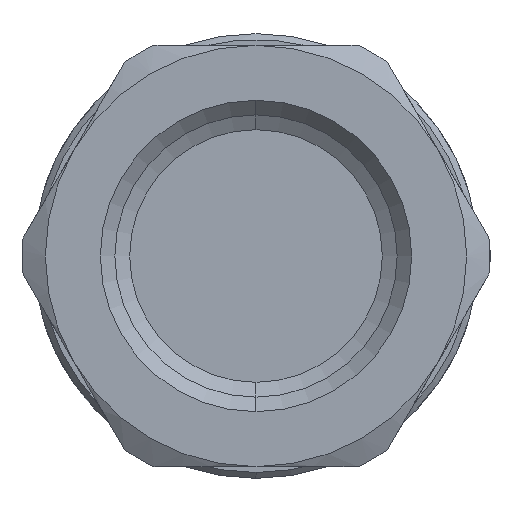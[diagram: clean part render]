
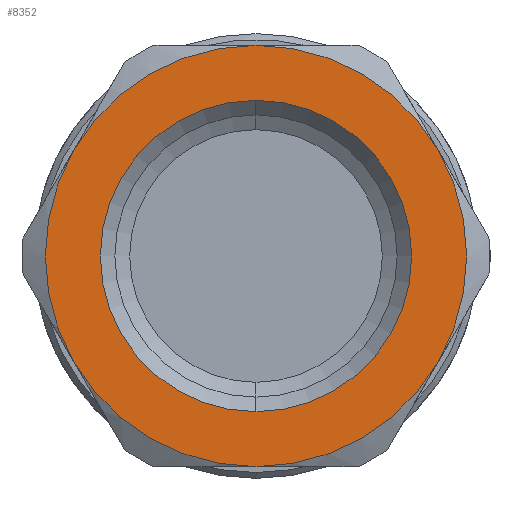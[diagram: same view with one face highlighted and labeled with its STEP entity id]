
A CAD part, left-side view. The second image highlights one B-rep face of the part: STEP entity #8352.
In plain terms, the highlighted planar face has unit normal (-1, 0, 0).
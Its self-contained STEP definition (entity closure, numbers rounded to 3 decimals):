
#99 = VERTEX_POINT ( 'NONE', #394 ) ;
#105 = VERTEX_POINT ( 'NONE', #400 ) ;
#106 = VERTEX_POINT ( 'NONE', #401 ) ;
#115 = VERTEX_POINT ( 'NONE', #410 ) ;
#119 = VERTEX_POINT ( 'NONE', #414 ) ;
#122 = VERTEX_POINT ( 'NONE', #2286 ) ;
#190 = VERTEX_POINT ( 'NONE', #2354 ) ;
#207 = VERTEX_POINT ( 'NONE', #2371 ) ;
#394 = CARTESIAN_POINT ( 'NONE',  ( -26.6, 0., -18. ) ) ;
#400 = CARTESIAN_POINT ( 'NONE',  ( -26.6, -15.588, 9. ) ) ;
#401 = CARTESIAN_POINT ( 'NONE',  ( -26.6, -15.588, -9. ) ) ;
#410 = CARTESIAN_POINT ( 'NONE',  ( -26.6, 0., 18. ) ) ;
#414 = CARTESIAN_POINT ( 'NONE',  ( -26.6, 15.588, 9. ) ) ;
#420 = EDGE_CURVE ( 'NONE', #105, #106, #2009, .T. ) ;
#422 = EDGE_CURVE ( 'NONE', #106, #99, #2010, .T. ) ;
#428 = EDGE_CURVE ( 'NONE', #115, #105, #2013, .T. ) ;
#432 = EDGE_CURVE ( 'NONE', #119, #115, #2015, .T. ) ;
#436 = EDGE_CURVE ( 'NONE', #122, #119, #2017, .T. ) ;
#440 = EDGE_CURVE ( 'NONE', #99, #122, #2019, .T. ) ;
#471 = EDGE_CURVE ( 'NONE', #190, #207, #2050, .T. ) ;
#787 = AXIS2_PLACEMENT_3D ( 'NONE', #2482, #2483, #2484 ) ;
#788 = AXIS2_PLACEMENT_3D ( 'NONE', #2492, #2493, #2494 ) ;
#791 = AXIS2_PLACEMENT_3D ( 'NONE', #2523, #2524, #2525 ) ;
#793 = AXIS2_PLACEMENT_3D ( 'NONE', #2544, #2545, #2546 ) ;
#795 = AXIS2_PLACEMENT_3D ( 'NONE', #2563, #2564, #2565 ) ;
#797 = AXIS2_PLACEMENT_3D ( 'NONE', #2583, #2584, #2585 ) ;
#804 = AXIS2_PLACEMENT_3D ( 'NONE', #2712, #2713, #2714 ) ;
#930 = AXIS2_PLACEMENT_3D ( 'NONE', #5854, #5855, #5856 ) ;
#1490 = ORIENTED_EDGE ( 'NONE', *, *, #7861, .T. ) ;
#1491 = ORIENTED_EDGE ( 'NONE', *, *, #471, .T. ) ;
#1492 = ORIENTED_EDGE ( 'NONE', *, *, #440, .F. ) ;
#1493 = ORIENTED_EDGE ( 'NONE', *, *, #422, .F. ) ;
#1494 = ORIENTED_EDGE ( 'NONE', *, *, #420, .F. ) ;
#1495 = ORIENTED_EDGE ( 'NONE', *, *, #428, .F. ) ;
#1496 = ORIENTED_EDGE ( 'NONE', *, *, #432, .F. ) ;
#1497 = ORIENTED_EDGE ( 'NONE', *, *, #436, .F. ) ;
#2009 = CIRCLE ( 'NONE', #787, 18. ) ;
#2010 = CIRCLE ( 'NONE', #788, 18. ) ;
#2013 = CIRCLE ( 'NONE', #791, 18. ) ;
#2015 = CIRCLE ( 'NONE', #793, 18. ) ;
#2017 = CIRCLE ( 'NONE', #795, 18. ) ;
#2019 = CIRCLE ( 'NONE', #797, 18. ) ;
#2050 = CIRCLE ( 'NONE', #804, 13.3 ) ;
#2286 = CARTESIAN_POINT ( 'NONE',  ( -26.6, 15.588, -9. ) ) ;
#2354 = CARTESIAN_POINT ( 'NONE',  ( -26.6, 0., -13.3 ) ) ;
#2371 = CARTESIAN_POINT ( 'NONE',  ( -26.6, 0., 13.3 ) ) ;
#2482 = CARTESIAN_POINT ( 'NONE',  ( -26.6, 0., 0. ) ) ;
#2483 = DIRECTION ( 'NONE',  ( 1., 0., 0. ) ) ;
#2484 = DIRECTION ( 'NONE',  ( 0., 0., -1. ) ) ;
#2492 = CARTESIAN_POINT ( 'NONE',  ( -26.6, 0., 0. ) ) ;
#2493 = DIRECTION ( 'NONE',  ( 1., 0., 0. ) ) ;
#2494 = DIRECTION ( 'NONE',  ( 0., 0., -1. ) ) ;
#2523 = CARTESIAN_POINT ( 'NONE',  ( -26.6, 0., 0. ) ) ;
#2524 = DIRECTION ( 'NONE',  ( 1., 0., 0. ) ) ;
#2525 = DIRECTION ( 'NONE',  ( 0., 0., -1. ) ) ;
#2544 = CARTESIAN_POINT ( 'NONE',  ( -26.6, 0., 0. ) ) ;
#2545 = DIRECTION ( 'NONE',  ( 1., 0., 0. ) ) ;
#2546 = DIRECTION ( 'NONE',  ( 0., 0., -1. ) ) ;
#2563 = CARTESIAN_POINT ( 'NONE',  ( -26.6, 0., 0. ) ) ;
#2564 = DIRECTION ( 'NONE',  ( 1., 0., 0. ) ) ;
#2565 = DIRECTION ( 'NONE',  ( 0., 0., -1. ) ) ;
#2583 = CARTESIAN_POINT ( 'NONE',  ( -26.6, 0., 0. ) ) ;
#2584 = DIRECTION ( 'NONE',  ( 1., 0., 0. ) ) ;
#2585 = DIRECTION ( 'NONE',  ( 0., 0., -1. ) ) ;
#2712 = CARTESIAN_POINT ( 'NONE',  ( -26.6, 0., 0. ) ) ;
#2713 = DIRECTION ( 'NONE',  ( 1., 0., 0. ) ) ;
#2714 = DIRECTION ( 'NONE',  ( 0., 0., -1. ) ) ;
#4603 = CIRCLE ( 'NONE', #930, 13.3 ) ;
#4848 = FACE_BOUND ( 'NONE', #8553, .T. ) ;
#4849 = FACE_OUTER_BOUND ( 'NONE', #8302, .T. ) ;
#5854 = CARTESIAN_POINT ( 'NONE',  ( -26.6, 0., 0. ) ) ;
#5855 = DIRECTION ( 'NONE',  ( 1., 0., 0. ) ) ;
#5856 = DIRECTION ( 'NONE',  ( 0., 0., -1. ) ) ;
#6401 = AXIS2_PLACEMENT_3D ( 'NONE', #6664, #6665, #6666 ) ;
#6663 = PLANE ( 'NONE',  #6401 ) ;
#6664 = CARTESIAN_POINT ( 'NONE',  ( -26.6, 18., 0. ) ) ;
#6665 = DIRECTION ( 'NONE',  ( -1., 0., 0. ) ) ;
#6666 = DIRECTION ( 'NONE',  ( 0., 0., 1. ) ) ;
#7861 = EDGE_CURVE ( 'NONE', #207, #190, #4603, .T. ) ;
#8302 = EDGE_LOOP ( 'NONE', ( #1492, #1493, #1494, #1495, #1496, #1497 ) ) ;
#8352 = ADVANCED_FACE ( 'NONE', ( #4848, #4849 ), #6663, .T. ) ;
#8553 = EDGE_LOOP ( 'NONE', ( #1490, #1491 ) ) ;
